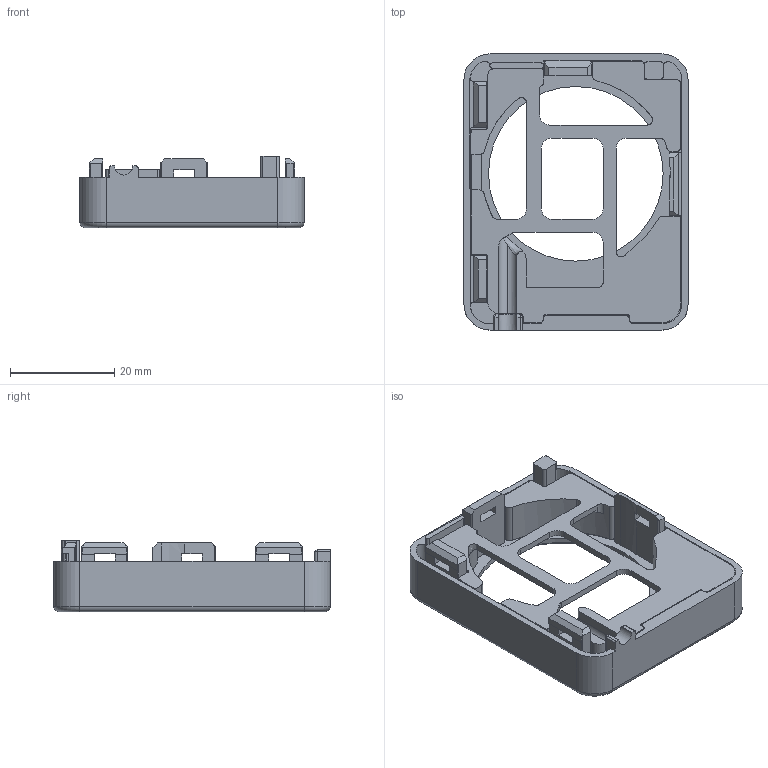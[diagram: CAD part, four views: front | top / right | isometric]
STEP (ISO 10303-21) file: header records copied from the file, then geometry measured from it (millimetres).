
FILE_DESCRIPTION (( 'STEP AP214' ), '1' );
FILE_NAME ('AAAA.STEP', '2025-02-21T09:54:09', ( 'Windows User' ), ( 'P R C' ), 'SwSTEP 2.0', 'SolidWorks 2024', '' );
FILE_SCHEMA (( 'AUTOMOTIVE_DESIGN' ));
Length unit declared in the file: millimetre
Products named in the file (1): AAAA
Bounding box: 43 x 53 x 13.68 mm (x, y, z)
Volume: 10948.6 mm3; surface area: 11629.7 mm2
Topology: 3 solids, 3 shells, 809 faces, 2361 edges, 1535 vertices
Faces by surface type: plane 487, cylinder 177, bspline 87, torus 32, cone 26
Entity records: 29248 total; most frequent: CARTESIAN_POINT 8411, ORIENTED_EDGE 4692, DIRECTION 3869, EDGE_CURVE 2346, VECTOR 1681, LINE 1681, VERTEX_POINT 1535, AXIS2_PLACEMENT_3D 1094
